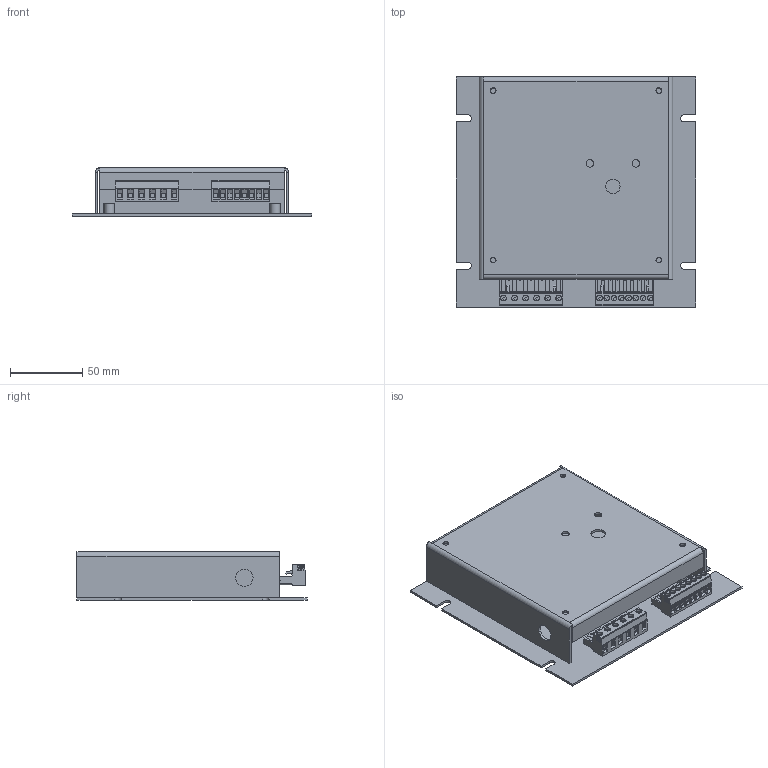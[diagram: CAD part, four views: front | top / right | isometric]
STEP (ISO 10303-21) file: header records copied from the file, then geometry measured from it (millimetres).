
FILE_DESCRIPTION (( 'STEP AP214' ), '1' );
FILE_NAME ('DS150 Space Claim.STEP', '2020-07-27T15:53:15', ( '' ), ( '' ), 'SwSTEP 2.0', 'SolidWorks 2020', '' );
FILE_SCHEMA (( 'AUTOMOTIVE_DESIGN' ));
Length unit declared in the file: inch
Products named in the file (7): 105104; mstb_2.5-8-st; 106467; 106466; gmstb_2.5-6-st-7.62; 103191; DS150 Space Claim
Assembly tree (6 placements, depth 3):
  DS150 Space Claim
    106467
    106466
    105104
      gmstb_2.5-6-st-7.62
    103191
      mstb_2.5-8-st
Bounding box: 165.1 x 158.75 x 33.27 mm (x, y, z)
Volume: 103303.6 mm3; surface area: 127113.1 mm2
Topology: 4 solids, 4 shells, 962 faces, 2367 edges, 1519 vertices
Faces by surface type: plane 686, cylinder 272, torus 4
Entity records: 30316 total; most frequent: CARTESIAN_POINT 5231, DIRECTION 4938, ORIENTED_EDGE 4734, EDGE_CURVE 2367, LINE 1722, VECTOR 1722, AXIS2_PLACEMENT_3D 1608, VERTEX_POINT 1519
